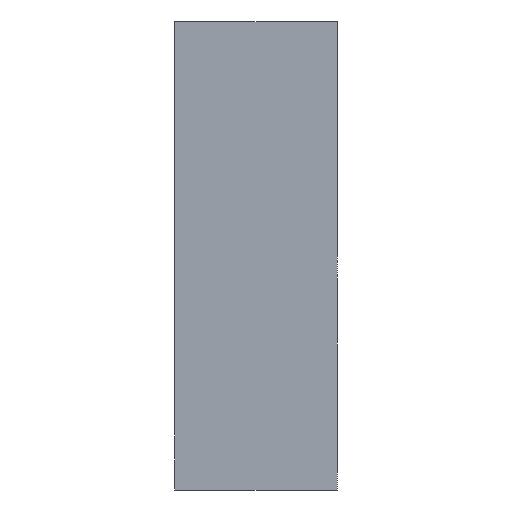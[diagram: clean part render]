
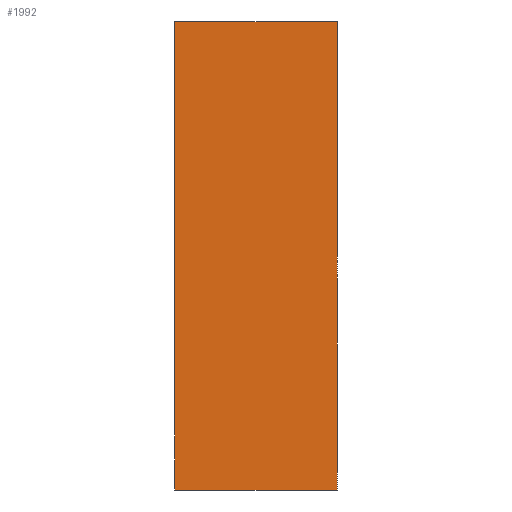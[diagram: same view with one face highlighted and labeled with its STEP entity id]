
A CAD part, left-side view. The second image highlights one B-rep face of the part: STEP entity #1992.
In plain terms, the highlighted planar face has unit normal (-1, 0, 0).
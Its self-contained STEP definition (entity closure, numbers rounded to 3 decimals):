
#133 = CARTESIAN_POINT ( 'NONE',  ( -1.5, 5.645, 1.25 ) ) ;
#325 = EDGE_CURVE ( 'NONE', #3481, #2026, #4199, .T. ) ;
#639 = VERTEX_POINT ( 'NONE', #2376 ) ;
#1169 = CARTESIAN_POINT ( 'NONE',  ( -1.5, 0.87, -1.25 ) ) ;
#1245 = VERTEX_POINT ( 'NONE', #3801 ) ;
#1593 = FACE_OUTER_BOUND ( 'NONE', #4164, .T. ) ;
#1641 = DIRECTION ( 'NONE',  ( 0., 0., 1. ) ) ;
#1645 = CARTESIAN_POINT ( 'NONE',  ( -1.5, 0., -1.25 ) ) ;
#1714 = VECTOR ( 'NONE', #2970, 1000. ) ;
#1989 = CARTESIAN_POINT ( 'NONE',  ( -1.5, 5.645, 1.25 ) ) ;
#1992 = ADVANCED_FACE ( 'NONE', ( #1593 ), #3205, .F. ) ;
#2026 = VERTEX_POINT ( 'NONE', #1645 ) ;
#2054 = CARTESIAN_POINT ( 'NONE',  ( -1.5, 0., 1.25 ) ) ;
#2233 = CARTESIAN_POINT ( 'NONE',  ( -1.5, 5.645, -1.25 ) ) ;
#2282 = ORIENTED_EDGE ( 'NONE', *, *, #2984, .F. ) ;
#2354 = DIRECTION ( 'NONE',  ( 0., -1., 0. ) ) ;
#2376 = CARTESIAN_POINT ( 'NONE',  ( -1.5, 0.87, 1.25 ) ) ;
#2581 = LINE ( 'NONE', #1989, #4678 ) ;
#2590 = VECTOR ( 'NONE', #1641, 1000. ) ;
#2970 = DIRECTION ( 'NONE',  ( 0., -1., 0. ) ) ;
#2984 = EDGE_CURVE ( 'NONE', #3481, #639, #3312, .T. ) ;
#3205 = PLANE ( 'NONE',  #3482 ) ;
#3312 = LINE ( 'NONE', #3825, #4974 ) ;
#3481 = VERTEX_POINT ( 'NONE', #1169 ) ;
#3482 = AXIS2_PLACEMENT_3D ( 'NONE', #133, #3565, #4375 ) ;
#3494 = DIRECTION ( 'NONE',  ( 0., 0., 1. ) ) ;
#3537 = EDGE_CURVE ( 'NONE', #639, #1245, #2581, .T. ) ;
#3565 = DIRECTION ( 'NONE',  ( 1., 0., 0. ) ) ;
#3801 = CARTESIAN_POINT ( 'NONE',  ( -1.5, 0., 1.25 ) ) ;
#3819 = ORIENTED_EDGE ( 'NONE', *, *, #3537, .F. ) ;
#3825 = CARTESIAN_POINT ( 'NONE',  ( -1.5, 0.87, 1.25 ) ) ;
#3901 = ORIENTED_EDGE ( 'NONE', *, *, #325, .T. ) ;
#4164 = EDGE_LOOP ( 'NONE', ( #2282, #3901, #4873, #3819 ) ) ;
#4199 = LINE ( 'NONE', #2233, #1714 ) ;
#4375 = DIRECTION ( 'NONE',  ( 0., 0., -1. ) ) ;
#4582 = LINE ( 'NONE', #2054, #2590 ) ;
#4678 = VECTOR ( 'NONE', #2354, 1000. ) ;
#4873 = ORIENTED_EDGE ( 'NONE', *, *, #4880, .T. ) ;
#4880 = EDGE_CURVE ( 'NONE', #2026, #1245, #4582, .T. ) ;
#4974 = VECTOR ( 'NONE', #3494, 1000. ) ;
